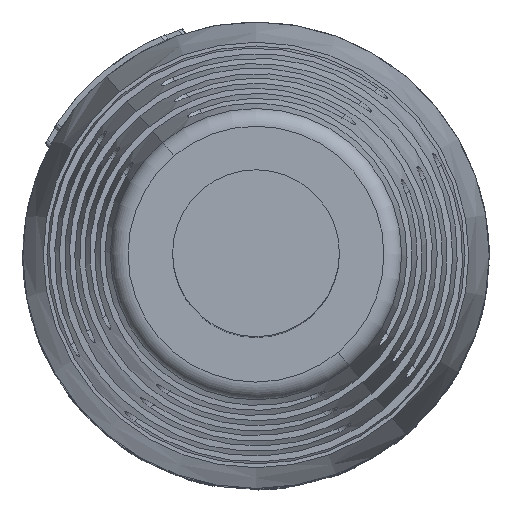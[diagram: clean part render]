
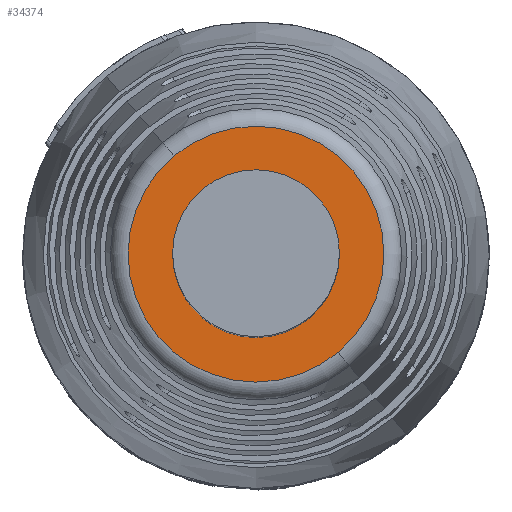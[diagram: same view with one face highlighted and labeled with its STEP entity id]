
A CAD part, top view. The second image highlights one B-rep face of the part: STEP entity #34374.
In plain terms, the highlighted planar face has unit normal (0, 0, 1).
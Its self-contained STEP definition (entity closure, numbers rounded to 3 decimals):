
#31455=AXIS2_PLACEMENT_3D('Circle Axis2P3D',#31453,#31454,$) ;
#32377=AXIS2_PLACEMENT_3D('Circle Axis2P3D',#32375,#32376,$) ;
#34350=AXIS2_PLACEMENT_3D('Plane Axis2P3D',#34347,#34348,#34349) ;
#34358=AXIS2_PLACEMENT_3D('Circle Axis2P3D',#34356,#34357,$) ;
#34367=AXIS2_PLACEMENT_3D('Circle Axis2P3D',#34365,#34366,$) ;
#31443=CARTESIAN_POINT('Vertex',(17.577,7.533,84.2)) ;
#31450=CARTESIAN_POINT('Vertex',(8.423,18.467,84.2)) ;
#31453=CARTESIAN_POINT('Axis2P3D Location',(13.,13.,84.2)) ;
#32375=CARTESIAN_POINT('Axis2P3D Location',(13.,13.,84.2)) ;
#34347=CARTESIAN_POINT('Axis2P3D Location',(13.902,19.462,84.2)) ;
#34356=CARTESIAN_POINT('Axis2P3D Location',(13.,13.,84.2)) ;
#34360=CARTESIAN_POINT('Vertex',(10.015,16.565,84.2)) ;
#34362=CARTESIAN_POINT('Vertex',(15.985,9.435,84.2)) ;
#34365=CARTESIAN_POINT('Axis2P3D Location',(13.,13.,84.2)) ;
#31454=DIRECTION('Axis2P3D Direction',(0.,0.,-1.)) ;
#32376=DIRECTION('Axis2P3D Direction',(0.,0.,-1.)) ;
#34348=DIRECTION('Axis2P3D Direction',(0.,0.,1.)) ;
#34349=DIRECTION('Axis2P3D XDirection',(-0.642,0.767,0.)) ;
#34357=DIRECTION('Axis2P3D Direction',(0.,0.,1.)) ;
#34366=DIRECTION('Axis2P3D Direction',(0.,0.,1.)) ;
#34353=ORIENTED_EDGE('',*,*,#32379,.F.) ;
#34354=ORIENTED_EDGE('',*,*,#31457,.F.) ;
#34371=ORIENTED_EDGE('',*,*,#34364,.F.) ;
#34372=ORIENTED_EDGE('',*,*,#34369,.F.) ;
#34373=FACE_BOUND('',#34370,.T.) ;
#34374=ADVANCED_FACE('Hauptkoerper',(#34355,#34373),#34351,.T.) ;
#31456=CIRCLE('generated circle',#31455,7.131) ;
#32378=CIRCLE('generated circle',#32377,7.131) ;
#34359=CIRCLE('generated circle',#34358,4.65) ;
#34368=CIRCLE('generated circle',#34367,4.65) ;
#31457=EDGE_CURVE('',#31451,#31444,#31456,.T.) ;
#32379=EDGE_CURVE('',#31444,#31451,#32378,.T.) ;
#34364=EDGE_CURVE('',#34361,#34363,#34359,.T.) ;
#34369=EDGE_CURVE('',#34363,#34361,#34368,.T.) ;
#34352=EDGE_LOOP('',(#34353,#34354)) ;
#34370=EDGE_LOOP('',(#34371,#34372)) ;
#34355=FACE_OUTER_BOUND('',#34352,.T.) ;
#34351=PLANE('',#34350) ;
#31444=VERTEX_POINT('',#31443) ;
#31451=VERTEX_POINT('',#31450) ;
#34361=VERTEX_POINT('',#34360) ;
#34363=VERTEX_POINT('',#34362) ;
